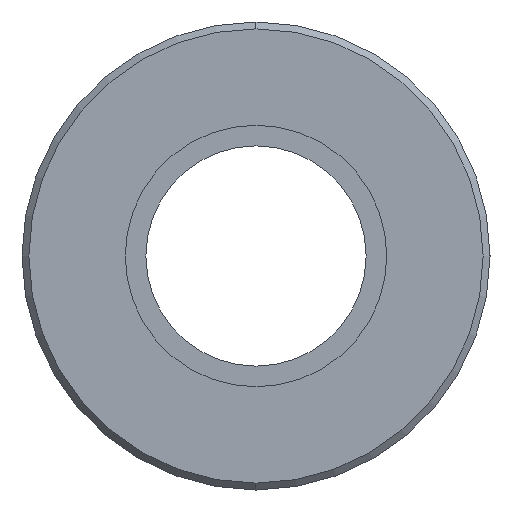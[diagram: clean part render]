
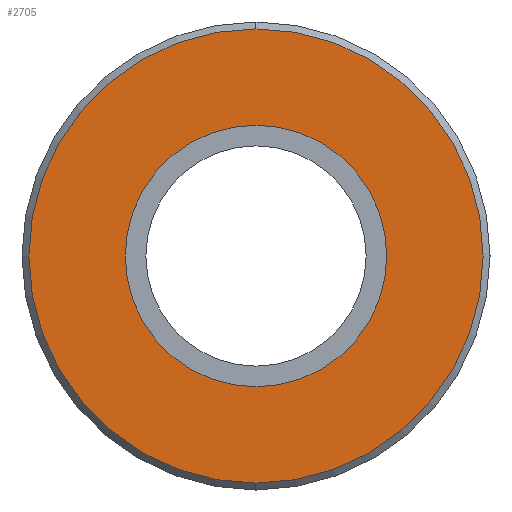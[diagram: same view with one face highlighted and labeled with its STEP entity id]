
A CAD part, left-side view. The second image highlights one B-rep face of the part: STEP entity #2705.
In plain terms, the highlighted planar face has unit normal (-1, 0, 0).
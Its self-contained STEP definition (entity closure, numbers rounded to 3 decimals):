
#143 = FACE_OUTER_BOUND ( 'NONE', #1760, .T. ) ;
#197 = DIRECTION ( 'NONE',  ( 0., 0., 1. ) ) ;
#565 = EDGE_CURVE ( 'NONE', #1353, #7436, #1894, .T. ) ;
#616 = DIRECTION ( 'NONE',  ( 0., 0., 1. ) ) ;
#729 = CARTESIAN_POINT ( 'NONE',  ( -13., 0., 0. ) ) ;
#756 = FACE_BOUND ( 'NONE', #5213, .T. ) ;
#891 = CARTESIAN_POINT ( 'NONE',  ( -13., 0., 0. ) ) ;
#1180 = EDGE_CURVE ( 'NONE', #7436, #1353, #7403, .T. ) ;
#1205 = CARTESIAN_POINT ( 'NONE',  ( -13., 0., 9.5 ) ) ;
#1353 = VERTEX_POINT ( 'NONE', #3443 ) ;
#1374 = AXIS2_PLACEMENT_3D ( 'NONE', #5285, #6437, #4662 ) ;
#1457 = ORIENTED_EDGE ( 'NONE', *, *, #4504, .F. ) ;
#1752 = DIRECTION ( 'NONE',  ( -1., 0., 0. ) ) ;
#1760 = EDGE_LOOP ( 'NONE', ( #1839, #3593 ) ) ;
#1839 = ORIENTED_EDGE ( 'NONE', *, *, #1180, .T. ) ;
#1894 = CIRCLE ( 'NONE', #3114, 16.5 ) ;
#2188 = AXIS2_PLACEMENT_3D ( 'NONE', #2496, #4853, #5779 ) ;
#2378 = AXIS2_PLACEMENT_3D ( 'NONE', #729, #1752, #616 ) ;
#2496 = CARTESIAN_POINT ( 'NONE',  ( -13., 0., 0. ) ) ;
#2665 = DIRECTION ( 'NONE',  ( -1., 0., 0. ) ) ;
#2705 = ADVANCED_FACE ( 'NONE', ( #143, #756 ), #7054, .T. ) ;
#2902 = ORIENTED_EDGE ( 'NONE', *, *, #5813, .F. ) ;
#3114 = AXIS2_PLACEMENT_3D ( 'NONE', #7437, #2665, #3279 ) ;
#3279 = DIRECTION ( 'NONE',  ( 0., 0., 1. ) ) ;
#3303 = CIRCLE ( 'NONE', #2188, 9.5 ) ;
#3443 = CARTESIAN_POINT ( 'NONE',  ( -13., 0., 16.5 ) ) ;
#3565 = AXIS2_PLACEMENT_3D ( 'NONE', #891, #6730, #197 ) ;
#3593 = ORIENTED_EDGE ( 'NONE', *, *, #565, .T. ) ;
#4504 = EDGE_CURVE ( 'NONE', #5425, #4968, #3303, .T. ) ;
#4662 = DIRECTION ( 'NONE',  ( 0., 0., 1. ) ) ;
#4853 = DIRECTION ( 'NONE',  ( -1., 0., 0. ) ) ;
#4968 = VERTEX_POINT ( 'NONE', #6850 ) ;
#5213 = EDGE_LOOP ( 'NONE', ( #1457, #2902 ) ) ;
#5285 = CARTESIAN_POINT ( 'NONE',  ( -13., 0., 0. ) ) ;
#5425 = VERTEX_POINT ( 'NONE', #1205 ) ;
#5779 = DIRECTION ( 'NONE',  ( 0., 0., 1. ) ) ;
#5795 = CARTESIAN_POINT ( 'NONE',  ( -13., 0., -16.5 ) ) ;
#5813 = EDGE_CURVE ( 'NONE', #4968, #5425, #6575, .T. ) ;
#6437 = DIRECTION ( 'NONE',  ( -1., 0., 0. ) ) ;
#6575 = CIRCLE ( 'NONE', #2378, 9.5 ) ;
#6730 = DIRECTION ( 'NONE',  ( -1., 0., 0. ) ) ;
#6850 = CARTESIAN_POINT ( 'NONE',  ( -13., 0., -9.5 ) ) ;
#7054 = PLANE ( 'NONE',  #1374 ) ;
#7403 = CIRCLE ( 'NONE', #3565, 16.5 ) ;
#7436 = VERTEX_POINT ( 'NONE', #5795 ) ;
#7437 = CARTESIAN_POINT ( 'NONE',  ( -13., 0., 0. ) ) ;
